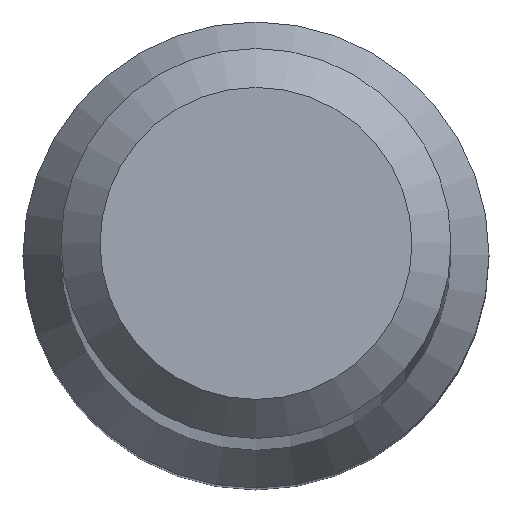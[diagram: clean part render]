
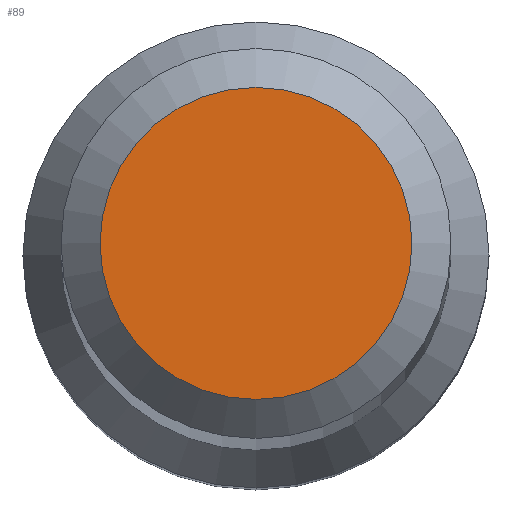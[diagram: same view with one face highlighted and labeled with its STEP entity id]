
A CAD part, top view. The second image highlights one B-rep face of the part: STEP entity #89.
In plain terms, the highlighted planar face has unit normal (0, 0, 1).
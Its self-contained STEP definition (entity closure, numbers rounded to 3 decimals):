
#13 = CARTESIAN_POINT ( 'NONE',  ( 0., 0., 80. ) ) ;
#28 = EDGE_LOOP ( 'NONE', ( #123 ) ) ;
#40 = CARTESIAN_POINT ( 'NONE',  ( 0., 1.6, 80. ) ) ;
#53 = DIRECTION ( 'NONE',  ( 0., 1., 0. ) ) ;
#57 = CARTESIAN_POINT ( 'NONE',  ( 0., 0., 80. ) ) ;
#89 = ADVANCED_FACE ( 'NONE', ( #112 ), #218, .F. ) ;
#112 = FACE_OUTER_BOUND ( 'NONE', #28, .T. ) ;
#123 = ORIENTED_EDGE ( 'NONE', *, *, #198, .F. ) ;
#124 = DIRECTION ( 'NONE',  ( 0., 1., 0. ) ) ;
#136 = AXIS2_PLACEMENT_3D ( 'NONE', #57, #235, #124 ) ;
#150 = CIRCLE ( 'NONE', #170, 1.6 ) ;
#170 = AXIS2_PLACEMENT_3D ( 'NONE', #13, #215, #53 ) ;
#198 = EDGE_CURVE ( 'NONE', #241, #241, #150, .T. ) ;
#215 = DIRECTION ( 'NONE',  ( 0., 0., -1. ) ) ;
#218 = PLANE ( 'NONE',  #136 ) ;
#235 = DIRECTION ( 'NONE',  ( 0., 0., -1. ) ) ;
#241 = VERTEX_POINT ( 'NONE', #40 ) ;
